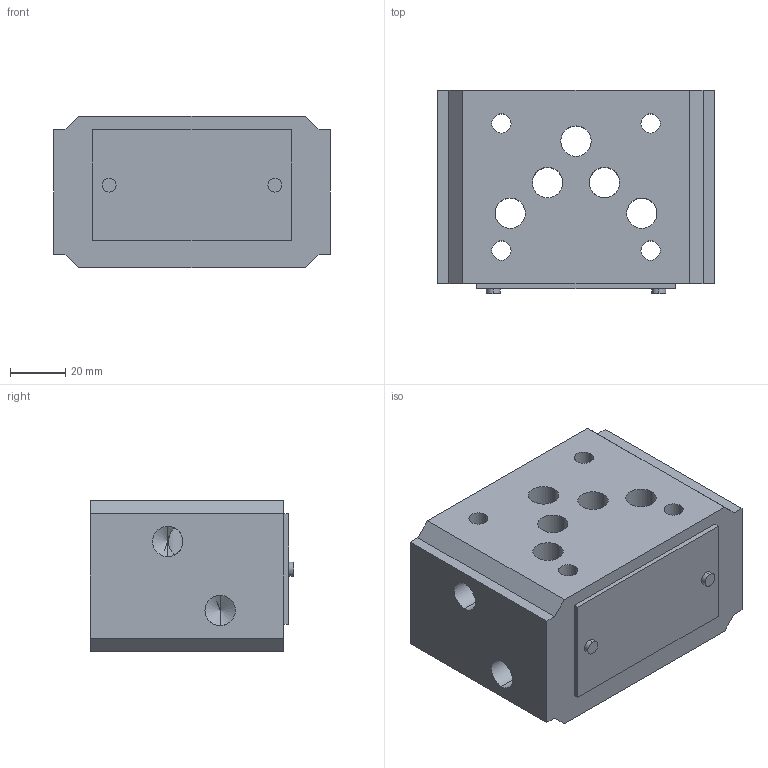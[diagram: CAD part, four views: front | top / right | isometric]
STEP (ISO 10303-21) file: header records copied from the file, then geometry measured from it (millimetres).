
FILE_DESCRIPTION (( 'STEP AP203' ), '1' );
FILE_NAME ('MDS-03-10.STEP', '2022-03-27T04:08:44', ( '' ), ( '' ), 'SwSTEP 2.0', 'SolidWorks 2019', '' );
FILE_SCHEMA (( 'CONFIG_CONTROL_DESIGN' ));
Length unit declared in the file: millimetre
Products named in the file (2): MDS-03-10
Bounding box: 100 x 73.6 x 55 mm (x, y, z)
Volume: 331929.5 mm3; surface area: 49707 mm2
Topology: 1 solids, 1 shells, 146 faces, 400 edges, 263 vertices
Faces by surface type: plane 72, cylinder 44, bspline 21, cone 9
Entity records: 6339 total; most frequent: CARTESIAN_POINT 2576, ORIENTED_EDGE 788, DIRECTION 654, EDGE_CURVE 394, VERTEX_POINT 263, VECTOR 236, LINE 236, AXIS2_PLACEMENT_3D 209
